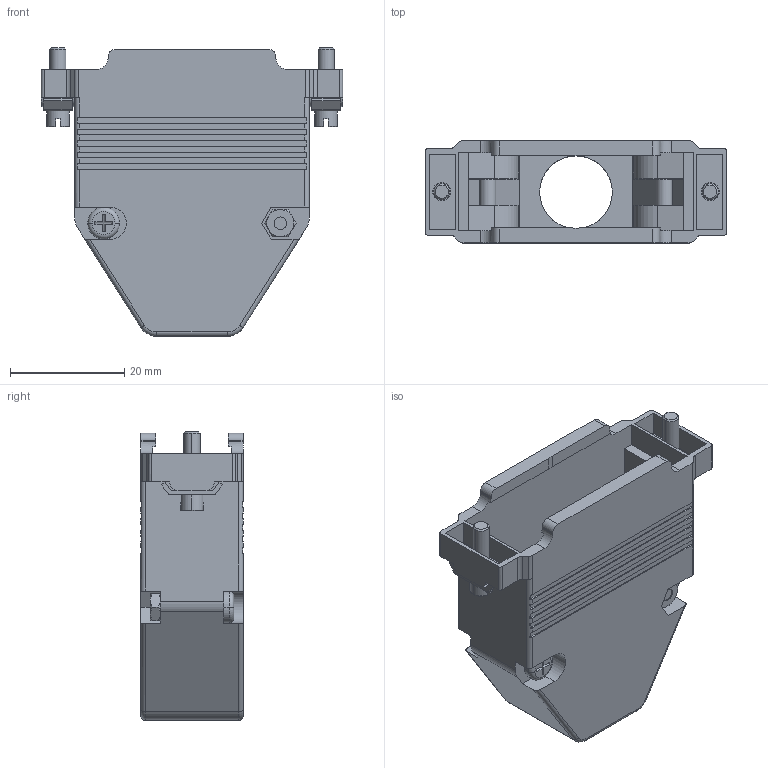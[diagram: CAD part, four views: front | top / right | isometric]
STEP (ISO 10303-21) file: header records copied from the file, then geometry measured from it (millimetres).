
FILE_DESCRIPTION(/* description */ ('Alibre Inc.'),/* implementation_level */ '2;1');
FILE_NAME(/* name */ 'export0',/* time_stamp */ '2015-04-22T14:37:45-07:00',/* author */ (''),/* organization */ (''),/* preprocessor_version */ 'ST-DEVELOPER v14',/* originating_system */ 'Alibre',/* authorisation */ '');
FILE_SCHEMA (('CONFIG_CONTROL_DESIGN'));
Length unit declared in the file: inch
Products named in the file (1): ID_1
Bounding box: 52.83 x 17.93 x 50.62 mm (x, y, z)
Volume: 11728.7 mm3; surface area: 12707.5 mm2
Topology: 1 solids, 1 shells, 389 faces, 1028 edges, 662 vertices
Faces by surface type: plane 227, cylinder 110, cone 38, torus 14
Entity records: 11926 total; most frequent: CARTESIAN_POINT 2467, ORIENTED_EDGE 2056, DIRECTION 1772, EDGE_CURVE 1028, AXIS2_PLACEMENT_3D 692, VERTEX_POINT 662, VECTOR 613, LINE 613
